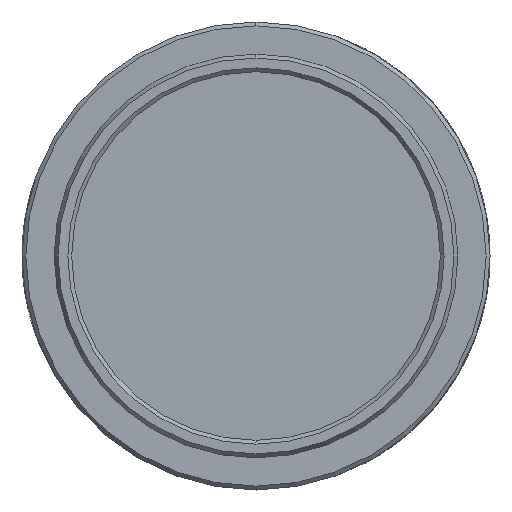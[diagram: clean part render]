
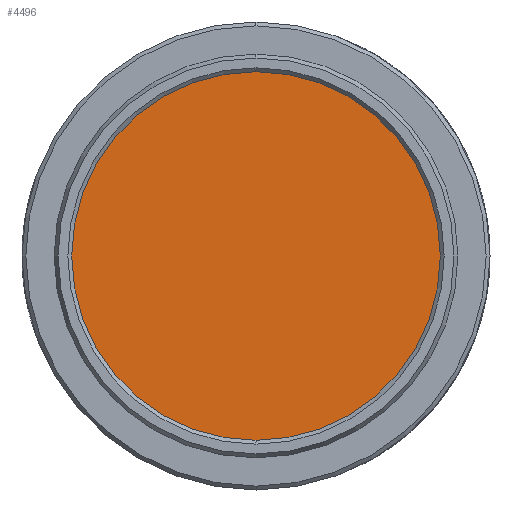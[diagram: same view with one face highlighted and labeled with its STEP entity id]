
A CAD part, left-side view. The second image highlights one B-rep face of the part: STEP entity #4496.
In plain terms, the highlighted planar face has unit normal (-1, 0, 0).
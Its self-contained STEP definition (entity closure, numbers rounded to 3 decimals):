
#285 = DIRECTION ( 'NONE',  ( 1., 0., 0. ) ) ;
#641 = DIRECTION ( 'NONE',  ( 1., 0., 0. ) ) ;
#801 = DIRECTION ( 'NONE',  ( 0., 0.865, 0.501 ) ) ;
#1438 = CARTESIAN_POINT ( 'NONE',  ( -1.905, 10.835, 6.28 ) ) ;
#1659 = CARTESIAN_POINT ( 'NONE',  ( -1.905, -10.835, -6.28 ) ) ;
#2118 = AXIS2_PLACEMENT_3D ( 'NONE', #10498, #4998, #801 ) ;
#2180 = DIRECTION ( 'NONE',  ( 0., 0.865, 0.501 ) ) ;
#2966 = CIRCLE ( 'NONE', #2118, 12.523 ) ;
#3202 = CARTESIAN_POINT ( 'NONE',  ( -1.905, 0., 0. ) ) ;
#4496 = ADVANCED_FACE ( 'NONE', ( #8261 ), #14716, .F. ) ;
#4650 = AXIS2_PLACEMENT_3D ( 'NONE', #3202, #285, #2180 ) ;
#4998 = DIRECTION ( 'NONE',  ( 1., 0., 0. ) ) ;
#6222 = EDGE_CURVE ( 'NONE', #15568, #7099, #9101, .T. ) ;
#7099 = VERTEX_POINT ( 'NONE', #1659 ) ;
#8261 = FACE_OUTER_BOUND ( 'NONE', #14473, .T. ) ;
#9101 = CIRCLE ( 'NONE', #4650, 12.523 ) ;
#10498 = CARTESIAN_POINT ( 'NONE',  ( -1.905, 0., 0. ) ) ;
#10657 = CARTESIAN_POINT ( 'NONE',  ( -1.905, 0., 0. ) ) ;
#10953 = ORIENTED_EDGE ( 'NONE', *, *, #6222, .F. ) ;
#11922 = AXIS2_PLACEMENT_3D ( 'NONE', #10657, #641, #14589 ) ;
#14473 = EDGE_LOOP ( 'NONE', ( #10953, #17524 ) ) ;
#14589 = DIRECTION ( 'NONE',  ( 0., 0.865, 0.501 ) ) ;
#14716 = PLANE ( 'NONE',  #11922 ) ;
#15568 = VERTEX_POINT ( 'NONE', #1438 ) ;
#16105 = EDGE_CURVE ( 'NONE', #7099, #15568, #2966, .T. ) ;
#17524 = ORIENTED_EDGE ( 'NONE', *, *, #16105, .F. ) ;
